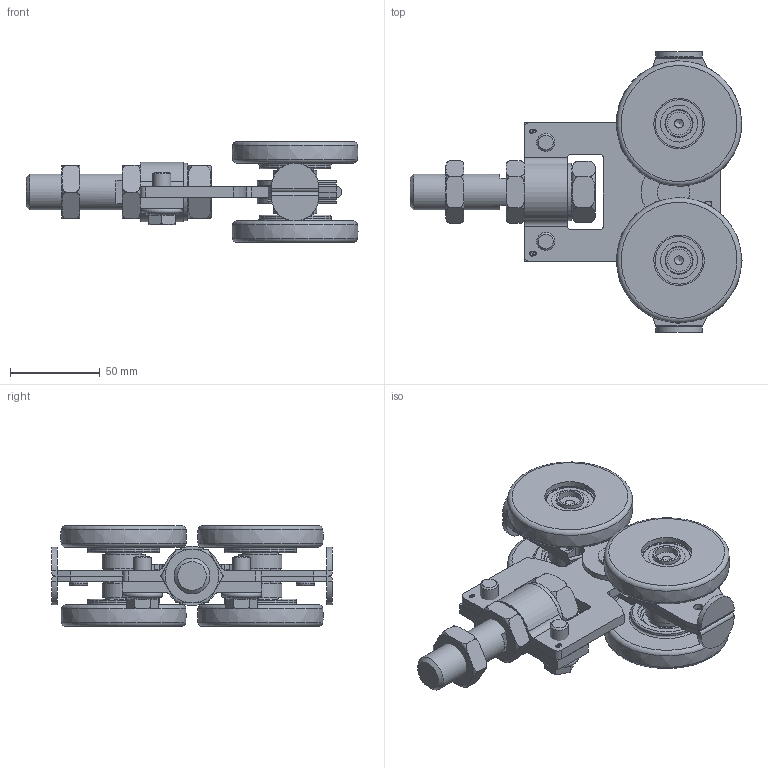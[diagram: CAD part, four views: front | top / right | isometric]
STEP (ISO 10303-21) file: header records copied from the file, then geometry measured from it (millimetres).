
FILE_DESCRIPTION(/* description */ (''),/* implementation_level */ '2;1');
FILE_NAME(/* name */ '2285S.stp',/* time_stamp */ '2020-12-22T15:36:01+01:00',/* author */ ('DBARI'),/* organization */ (''),/* preprocessor_version */ 'ST-DEVELOPER v18.1',/* originating_system */ 'Autodesk Inventor 2021',/* authorisation */ '');
FILE_SCHEMA (('AUTOMOTIVE_DESIGN { 1 0 10303 214 3 1 1 }'));
Length unit declared in the file: millimetre
Products named in the file (15): 2285S; 15180; 15210; 15003; 15335; GALB70S; 16114; 09065; 09008; 15336; 15004; 15746; 06017; 15017; 04523
Assembly tree (23 placements, depth 3):
  2285S
    15180
    15210
    15003
    15335  x2
    GALB70S  x4
      16114
      09065
      09008
    15336  x4
    15004
    15746
    06017  x2
    15017
    04523  x2
Bounding box: 184.5 x 156 x 56 mm (x, y, z)
Volume: 329752.1 mm3; surface area: 143830.3 mm2
Topology: 60 solids, 68 shells, 831 faces, 2038 edges, 1336 vertices
Faces by surface type: plane 355, cylinder 213, torus 118, bspline 103, sphere 28, cone 14
Full cylindrical faces by diameter (mm): 1.342 x1, 1.458 x1, 2.5 x8, 5 x4, 5.2 x4, 8.376 x2, 10 x2, 10.1 x2, 10.4 x2, 12.5 x4, 14.8 x4, 15 x4, 15.2 x4, 15.8 x1, 16.2 x3, 17.294 x2, 18 x1, 20 x6, 20.542 x8, 24 x4, 26.458 x8, 28 x4, 32 x5, 32.05 x8, 34.4 x4, 40 x4
Entity records: 18763 total; most frequent: CARTESIAN_POINT 5010, ORIENTED_EDGE 2814, DIRECTION 2515, EDGE_CURVE 1409, VERTEX_POINT 950, AXIS2_PLACEMENT_3D 881, LINE 753, VECTOR 753
